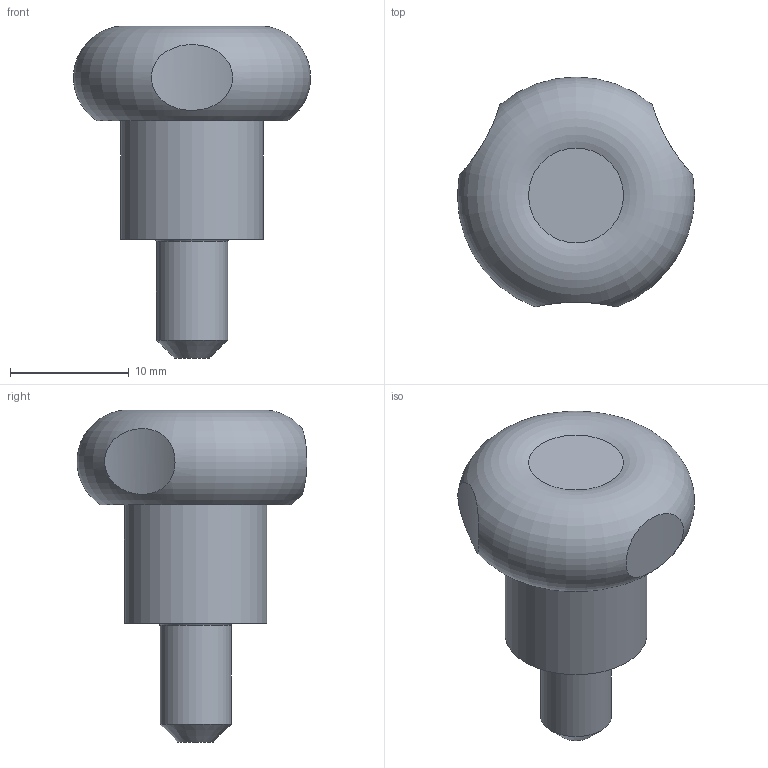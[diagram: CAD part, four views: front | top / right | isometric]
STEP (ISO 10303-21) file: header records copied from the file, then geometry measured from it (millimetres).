
FILE_DESCRIPTION( ( 'Unknown' ), '1' );
FILE_NAME( '6391050_VTP20_M06x10.stp', 'Unknown', ( 'Unknown' ), ( 'Unknown' ), 'PSStep 11.0', 'Unknown', ' ' );
FILE_SCHEMA( ( 'AUTOMOTIVE_DESIGN { 1 0 10303 214 1 1 1 1 }' ) );
Length unit declared in the file: millimetre
Products named in the file (1): 6391050
Bounding box: 19.99 x 19.39 x 28 mm (x, y, z)
Volume: 3471.1 mm3; surface area: 1527 mm2
Topology: 1 solids, 2 shells, 15 faces, 22 edges, 15 vertices
Faces by surface type: cylinder 6, plane 5, torus 2, cone 2
Full cylindrical faces by diameter (mm): 6 x2, 12 x1
Entity records: 598 total; most frequent: CARTESIAN_POINT 219, DIRECTION 54, EDGE_LOOP 28, ORIENTED_EDGE 28, AXIS2_PLACEMENT_3D 27, FACE_OUTER_BOUND 20, STYLED_ITEM 15, PRESENTATION_STYLE_ASSIGNMENT 15
